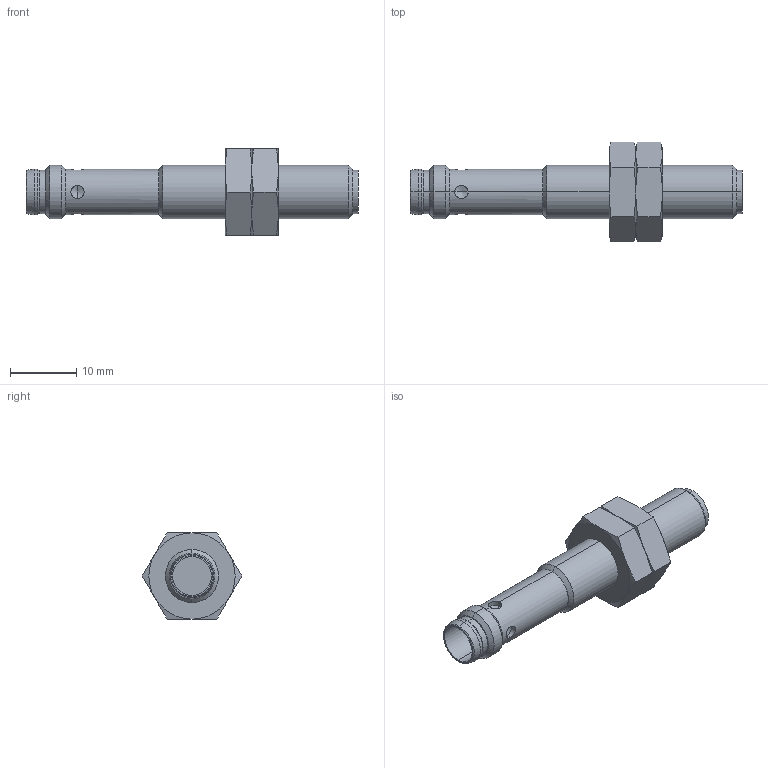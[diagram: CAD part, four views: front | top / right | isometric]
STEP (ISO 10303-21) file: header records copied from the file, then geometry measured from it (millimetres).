
FILE_DESCRIPTION (( 'STEP AP214' ), '1' );
FILE_NAME ('PEW-AP-1F.step', '2018-04-17T19:34:23', ( '' ), ( '' ), 'SwSTEP 2.0', 'SolidWorks 2017', '' );
FILE_SCHEMA (( 'AUTOMOTIVE_DESIGN' ));
Length unit declared in the file: inch
Products named in the file (1): PEW-AP-1F
Bounding box: 50 x 15.01 x 13 mm (x, y, z)
Volume: 2954.3 mm3; surface area: 2323.9 mm2
Topology: 3 solids, 3 shells, 103 faces, 223 edges, 125 vertices
Faces by surface type: cone 52, cylinder 26, plane 23, bspline 2
Entity records: 4288 total; most frequent: CARTESIAN_POINT 755, DIRECTION 448, ORIENTED_EDGE 430, EDGE_CURVE 215, AXIS2_PLACEMENT_3D 190, VERTEX_POINT 125, EDGE_LOOP 114, DIMENSIONAL_EXPONENTS 108
